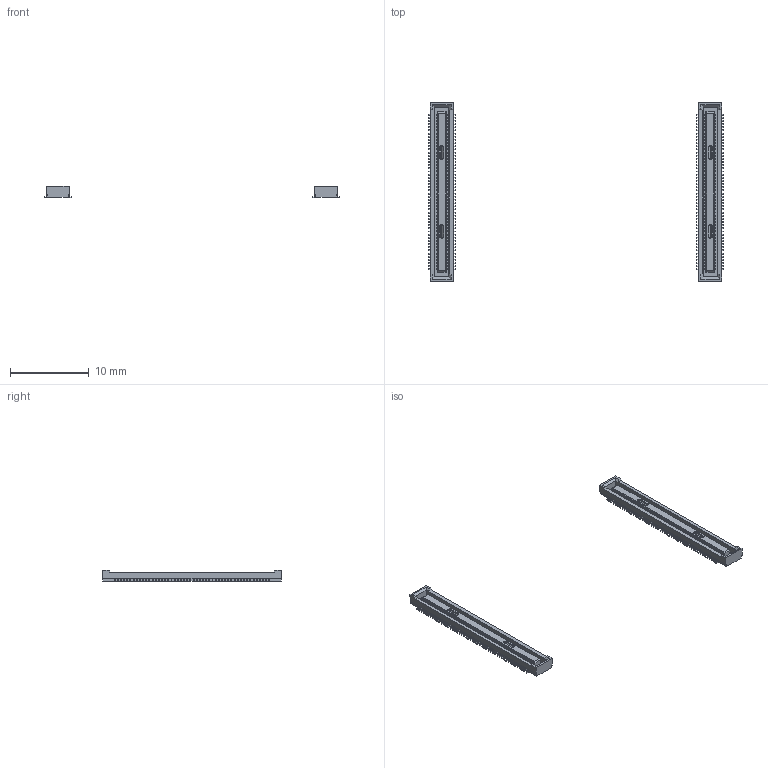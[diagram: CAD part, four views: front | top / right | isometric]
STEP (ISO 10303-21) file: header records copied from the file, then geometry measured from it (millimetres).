
FILE_DESCRIPTION(/* description */ (''),/* implementation_level */ '2;1');
FILE_NAME(/* name */ 'DF40C-100DS-dual-PiCM4.step',/* time_stamp */ '2023-08-04T19:06:03-04:00',/* author */ (''),/* organization */ (''),/* preprocessor_version */ 'ST-DEVELOPER v19.2',/* originating_system */ 'Autodesk Translation Framework v12.4.0.73',/* authorisation */ '');
FILE_SCHEMA (('AUTOMOTIVE_DESIGN { 1 0 10303 214 3 1 1 }'));
Products named in the file (2): DF40C-100DS-dual-PiCM4; DF40C-100DS
Assembly tree (2 placements, depth 2):
  DF40C-100DS-dual-PiCM4
    DF40C-100DS  x2
Bounding box: 37.38 x 22.6 x 1.45 mm (x, y, z)
Volume: 113.1 mm3; surface area: 597.2 mm2
Topology: 2 solids, 2 shells, 4386 faces, 11848 edges, 7872 vertices
Faces by surface type: plane 3538, cylinder 824, cone 24
Entity records: 68210 total; most frequent: CARTESIAN_POINT 12057, ORIENTED_EDGE 11848, DIRECTION 11162, EDGE_CURVE 5924, LINE 5080, VECTOR 5080, VERTEX_POINT 3936, AXIS2_PLACEMENT_3D 3041
